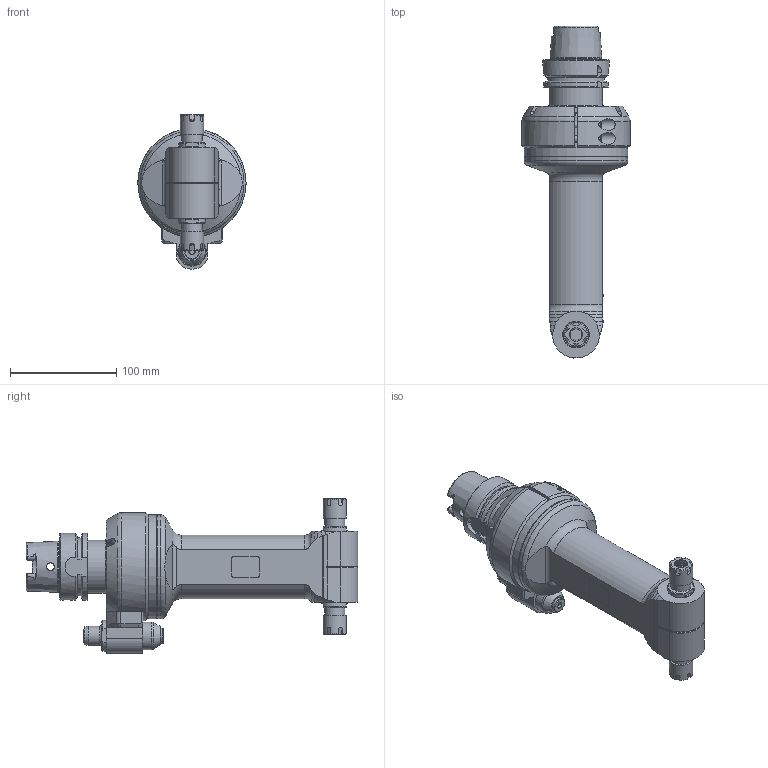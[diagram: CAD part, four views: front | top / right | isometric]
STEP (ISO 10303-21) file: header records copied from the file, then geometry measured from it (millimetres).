
FILE_DESCRIPTION(/* description */ (''),/* implementation_level */ '2;1');
FILE_NAME(/* name */ '9.F90.10L0D-1H63.stp',/* time_stamp */ '2024-01-08T14:32:58-05:00',/* author */ ('jkrenzer'),/* organization */ (''),/* preprocessor_version */ 'ST-DEVELOPER v18.1',/* originating_system */ 'Autodesk Inventor 2022',/* authorisation */ '');
FILE_SCHEMA (('AUTOMOTIVE_DESIGN { 1 0 10303 214 3 1 1 }'));
Length unit declared in the file: millimetre
Products named in the file (3): 9.F90.10L0D-1H63; 9_F90_10L00_2U; 9_GA1_566_2   (Type 1, H63A, 65mm)
Assembly tree (2 placements, depth 2):
  9.F90.10L0D-1H63
    9_F90_10L00_2U
    9_GA1_566_2   (Type 1, H63A, 65mm)
Bounding box: 101.99 x 312.92 x 145.25 mm (x, y, z)
Volume: 1097603.6 mm3; surface area: 155958.1 mm2
Topology: 5 solids, 5 shells, 598 faces, 1548 edges, 1004 vertices
Faces by surface type: plane 296, cylinder 136, cone 122, torus 36, bspline 6, sphere 2
Full cylindrical faces by diameter (mm): 2.5 x3, 2.6 x2, 3 x2, 4.2 x2, 5 x2, 6 x4, 6.5 x1, 7 x1, 7.5 x2, 8 x2, 8.5 x1, 10 x5, 10.4 x2, 11 x3, 12 x3, 12.5 x2, 12.8 x2, 14 x1, 16.6 x2, 18 x4, 19 x2, 19.2 x4, 20 x1, 22 x2, 25 x2, 25.3 x1, 26 x1, 27 x1, 34 x2, 40 x1
Entity records: 49004 total; most frequent: CARTESIAN_POINT 34653, ORIENTED_EDGE 3070, DIRECTION 2919, EDGE_CURVE 1535, AXIS2_PLACEMENT_3D 1116, VERTEX_POINT 1004, LINE 687, VECTOR 687
